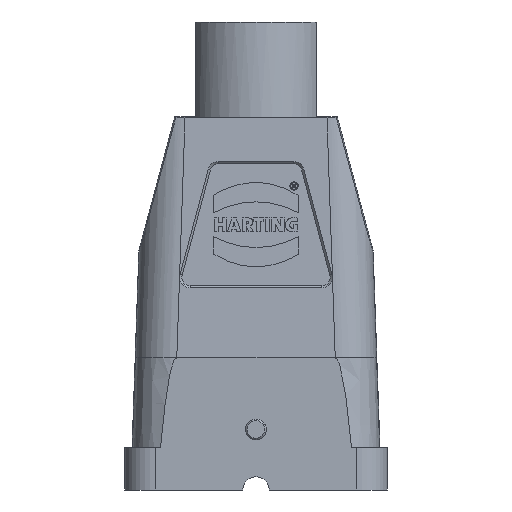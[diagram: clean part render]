
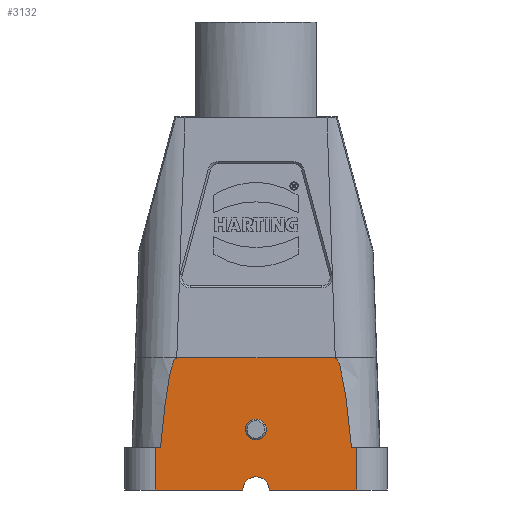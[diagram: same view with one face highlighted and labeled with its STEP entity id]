
A CAD part, front view. The second image highlights one B-rep face of the part: STEP entity #3132.
In plain terms, the highlighted planar face has unit normal (0, -1, 0).
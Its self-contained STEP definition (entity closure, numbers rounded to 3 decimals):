
#2519=FACE_BOUND('',#4164,.T.);
#2520=FACE_BOUND('',#4165,.T.);
#2763=CIRCLE('',#10248,1.975);
#2764=CIRCLE('',#10249,2.5);
#2765=CIRCLE('',#10250,2.5);
#3132=ADVANCED_FACE('',(#2519,#2520),#3439,.T.);
#3439=PLANE('',#10251);
#4164=EDGE_LOOP('',(#5700));
#4165=EDGE_LOOP('',(#5701,#5702,#5703,#5704,#5705,#5706,#5707,#5708,#5709,
#5710,#5711));
#4400=B_SPLINE_CURVE_WITH_KNOTS('',3,(#15259,#15260,#15261,#15262,#15263,
#15264,#15265,#15266,#15267,#15268,#15269,#15270,#15271,#15272,#15273,#15274,
#15275,#15276,#15277,#15278),.UNSPECIFIED.,.F.,.F.,(4,1,1,1,2,2,1,1,1,1,
2,2,1,4),(0.,0.25,0.375,0.438,0.469,0.477,0.484,0.5,0.75,0.875,
0.938,0.953,0.969,1.),.UNSPECIFIED.);
#4401=B_SPLINE_CURVE_WITH_KNOTS('',3,(#15279,#15280,#15281,#15282,#15283,
#15284,#15285,#15286,#15287,#15288,#15289,#15290,#15291,#15292,#15293,#15294,
#15295,#15296,#15297,#15298),.UNSPECIFIED.,.F.,.F.,(4,1,2,2,1,1,1,1,2,2,
1,1,1,4),(0.,0.031,0.047,0.062,0.125,
0.25,0.5,0.516,0.523,
0.531,0.562,0.625,0.75,
1.),.UNSPECIFIED.);
#5700=ORIENTED_EDGE('',*,*,#7788,.T.);
#5701=ORIENTED_EDGE('',*,*,#7789,.T.);
#5702=ORIENTED_EDGE('',*,*,#7790,.T.);
#5703=ORIENTED_EDGE('',*,*,#7626,.T.);
#5704=ORIENTED_EDGE('',*,*,#7791,.T.);
#5705=ORIENTED_EDGE('',*,*,#7792,.T.);
#5706=ORIENTED_EDGE('',*,*,#7793,.T.);
#5707=ORIENTED_EDGE('',*,*,#7794,.T.);
#5708=ORIENTED_EDGE('',*,*,#7795,.T.);
#5709=ORIENTED_EDGE('',*,*,#7796,.T.);
#5710=ORIENTED_EDGE('',*,*,#7797,.T.);
#5711=ORIENTED_EDGE('',*,*,#7798,.F.);
#6770=VERTEX_POINT('',#14870);
#6778=VERTEX_POINT('',#14886);
#6906=VERTEX_POINT('',#15255);
#6907=VERTEX_POINT('',#15257);
#6908=VERTEX_POINT('',#15258);
#6909=VERTEX_POINT('',#15299);
#6910=VERTEX_POINT('',#15301);
#6911=VERTEX_POINT('',#15303);
#6912=VERTEX_POINT('',#15305);
#6913=VERTEX_POINT('',#15307);
#6914=VERTEX_POINT('',#15309);
#6915=VERTEX_POINT('',#15311);
#7626=EDGE_CURVE('',#6770,#6778,#8478,.T.);
#7788=EDGE_CURVE('',#6906,#6906,#2763,.T.);
#7789=EDGE_CURVE('',#6907,#6908,#8579,.T.);
#7790=EDGE_CURVE('',#6908,#6770,#4400,.T.);
#7791=EDGE_CURVE('',#6778,#6909,#4401,.T.);
#7792=EDGE_CURVE('',#6909,#6910,#8580,.T.);
#7793=EDGE_CURVE('',#6910,#6911,#8581,.T.);
#7794=EDGE_CURVE('',#6911,#6912,#8582,.T.);
#7795=EDGE_CURVE('',#6912,#6913,#2764,.T.);
#7796=EDGE_CURVE('',#6913,#6914,#2765,.T.);
#7797=EDGE_CURVE('',#6914,#6915,#8583,.T.);
#7798=EDGE_CURVE('',#6907,#6915,#8584,.T.);
#8478=LINE('',#14887,#9164);
#8579=LINE('',#15256,#9265);
#8580=LINE('',#15300,#9266);
#8581=LINE('',#15302,#9267);
#8582=LINE('',#15304,#9268);
#8583=LINE('',#15310,#9269);
#8584=LINE('',#15312,#9270);
#9164=VECTOR('',#11310,1.);
#9265=VECTOR('',#11635,1.);
#9266=VECTOR('',#11636,1.);
#9267=VECTOR('',#11637,1.);
#9268=VECTOR('',#11638,1.);
#9269=VECTOR('',#11643,1.);
#9270=VECTOR('',#11644,1.);
#10248=AXIS2_PLACEMENT_3D('',#15254,#11633,#11634);
#10249=AXIS2_PLACEMENT_3D('',#15306,#11639,#11640);
#10250=AXIS2_PLACEMENT_3D('',#15308,#11641,#11642);
#10251=AXIS2_PLACEMENT_3D('',#15313,#11645,#11646);
#11310=DIRECTION('',(-1.,0.,0.));
#11633=DIRECTION('',(0.,1.,0.));
#11634=DIRECTION('',(0.,0.,-1.));
#11635=DIRECTION('',(-1.,0.,0.));
#11636=DIRECTION('',(-1.,0.,0.));
#11637=DIRECTION('',(0.,0.,-1.));
#11638=DIRECTION('',(1.,0.,0.));
#11639=DIRECTION('',(0.,1.,0.));
#11640=DIRECTION('',(-1.,0.,0.));
#11641=DIRECTION('',(0.,1.,0.));
#11642=DIRECTION('',(0.,0.,1.));
#11643=DIRECTION('',(1.,0.,0.));
#11644=DIRECTION('',(0.,0.,-1.));
#11645=DIRECTION('',(0.,-1.,0.));
#11646=DIRECTION('',(-1.,0.,0.));
#14870=CARTESIAN_POINT('',(15.032,-14.5,8.9));
#14886=CARTESIAN_POINT('',(-15.032,-14.5,8.9));
#14887=CARTESIAN_POINT('',(26.297,-14.5,8.9));
#15254=CARTESIAN_POINT('',(0.,-14.5,-4.7));
#15255=CARTESIAN_POINT('',(0.,-14.5,-6.675));
#15256=CARTESIAN_POINT('',(17.801,-14.5,-8.2));
#15257=CARTESIAN_POINT('',(19.15,-14.5,-8.2));
#15258=CARTESIAN_POINT('',(18.142,-14.5,-8.2));
#15259=CARTESIAN_POINT('',(18.142,-14.5,-8.2));
#15260=CARTESIAN_POINT('',(17.973,-14.5,-6.399));
#15261=CARTESIAN_POINT('',(17.734,-14.5,-3.987));
#15262=CARTESIAN_POINT('',(17.477,-14.5,-1.678));
#15263=CARTESIAN_POINT('',(17.355,-14.5,-0.65));
#15264=CARTESIAN_POINT('',(17.304,-14.5,-0.237));
#15265=CARTESIAN_POINT('',(17.283,-14.5,-0.068));
#15266=CARTESIAN_POINT('',(17.279,-14.5,-0.038));
#15267=CARTESIAN_POINT('',(17.262,-14.5,0.099));
#15268=CARTESIAN_POINT('',(17.236,-14.5,0.303));
#15269=CARTESIAN_POINT('',(16.932,-14.5,2.645));
#15270=CARTESIAN_POINT('',(16.496,-14.5,5.326));
#15271=CARTESIAN_POINT('',(16.002,-14.5,7.278));
#15272=CARTESIAN_POINT('',(15.79,-14.5,7.89));
#15273=CARTESIAN_POINT('',(15.701,-14.5,8.114));
#15274=CARTESIAN_POINT('',(15.63,-14.5,8.284));
#15275=CARTESIAN_POINT('',(15.514,-14.5,8.508));
#15276=CARTESIAN_POINT('',(15.338,-14.5,8.788));
#15277=CARTESIAN_POINT('',(15.156,-14.5,8.9));
#15278=CARTESIAN_POINT('',(15.032,-14.5,8.9));
#15279=CARTESIAN_POINT('',(-15.032,-14.5,8.9));
#15280=CARTESIAN_POINT('',(-15.156,-14.5,8.9));
#15281=CARTESIAN_POINT('',(-15.338,-14.5,8.788));
#15282=CARTESIAN_POINT('',(-15.514,-14.5,8.508));
#15283=CARTESIAN_POINT('',(-15.63,-14.5,8.284));
#15284=CARTESIAN_POINT('',(-15.701,-14.5,8.114));
#15285=CARTESIAN_POINT('',(-15.79,-14.5,7.89));
#15286=CARTESIAN_POINT('',(-16.002,-14.5,7.278));
#15287=CARTESIAN_POINT('',(-16.496,-14.5,5.326));
#15288=CARTESIAN_POINT('',(-16.932,-14.5,2.645));
#15289=CARTESIAN_POINT('',(-17.236,-14.5,0.303));
#15290=CARTESIAN_POINT('',(-17.262,-14.5,0.099));
#15291=CARTESIAN_POINT('',(-17.279,-14.5,-0.038));
#15292=CARTESIAN_POINT('',(-17.283,-14.5,-0.068));
#15293=CARTESIAN_POINT('',(-17.304,-14.5,-0.237));
#15294=CARTESIAN_POINT('',(-17.355,-14.5,-0.65));
#15295=CARTESIAN_POINT('',(-17.477,-14.5,-1.678));
#15296=CARTESIAN_POINT('',(-17.734,-14.5,-3.987));
#15297=CARTESIAN_POINT('',(-17.973,-14.5,-6.399));
#15298=CARTESIAN_POINT('',(-18.142,-14.5,-8.2));
#15299=CARTESIAN_POINT('',(-18.142,-14.5,-8.2));
#15300=CARTESIAN_POINT('',(-17.801,-14.5,-8.2));
#15301=CARTESIAN_POINT('',(-19.15,-14.5,-8.2));
#15302=CARTESIAN_POINT('',(-19.15,-14.5,-9.2));
#15303=CARTESIAN_POINT('',(-19.15,-14.5,-16.2));
#15304=CARTESIAN_POINT('',(-19.15,-14.5,-16.2));
#15305=CARTESIAN_POINT('',(-2.5,-14.5,-16.2));
#15306=CARTESIAN_POINT('',(0.,-14.5,-16.2));
#15307=CARTESIAN_POINT('',(0.,-14.5,-13.7));
#15308=CARTESIAN_POINT('',(0.,-14.5,-16.2));
#15309=CARTESIAN_POINT('',(2.5,-14.5,-16.2));
#15310=CARTESIAN_POINT('',(2.5,-14.5,-16.2));
#15311=CARTESIAN_POINT('',(19.15,-14.5,-16.2));
#15312=CARTESIAN_POINT('',(19.15,-14.5,-9.2));
#15313=CARTESIAN_POINT('',(21.165,-14.5,9.));
